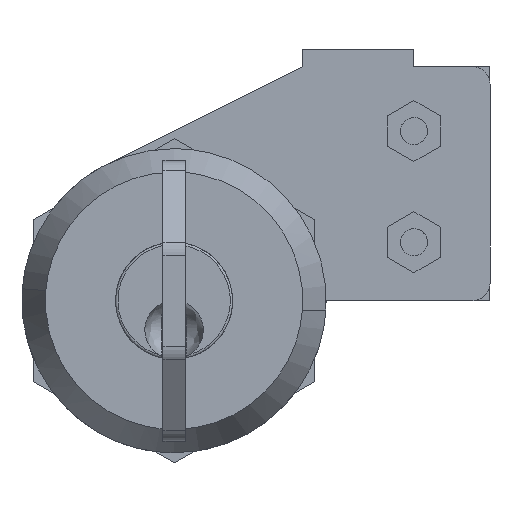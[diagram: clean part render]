
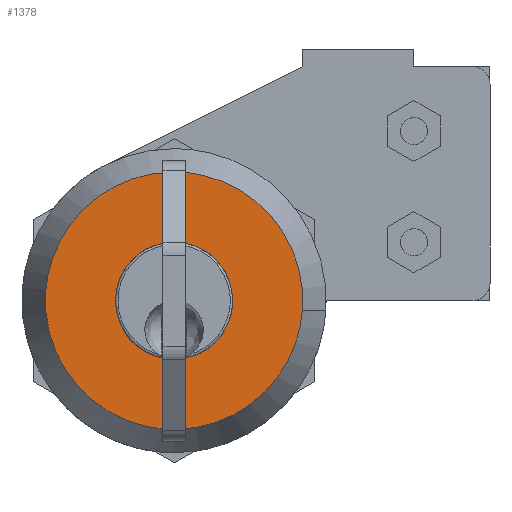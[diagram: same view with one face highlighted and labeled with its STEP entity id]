
A CAD part, front view. The second image highlights one B-rep face of the part: STEP entity #1378.
In plain terms, the highlighted free-form (B-spline) face has degree [1, 1] with [2, 2] control points.
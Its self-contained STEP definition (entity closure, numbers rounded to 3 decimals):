
#520=CARTESIAN_POINT('',(0.,-4.965,-0.59));
#521=VERTEX_POINT('',#520);
#527=CARTESIAN_POINT('',(0.0,0.0,5.0));
#528=VERTEX_POINT('',#527);
#529=CARTESIAN_POINT('',(0.,-4.965,-0.59));
#530=CARTESIAN_POINT('',(0.0,-5.,-0.296));
#531=CARTESIAN_POINT('',(0.0,-5.0,0.0));
#532=CARTESIAN_POINT('',(0.0,-5.,5.));
#533=CARTESIAN_POINT('',(0.0,0.0,5.0));
#541=(BOUNDED_CURVE()B_SPLINE_CURVE(2,(#529,#530,#531,#532,#533),.UNSPECIFIED.,.F.,.U.)B_SPLINE_CURVE_WITH_KNOTS((3,2,3),(0.23,0.25,0.5),.UNSPECIFIED.)CURVE()GEOMETRIC_REPRESENTATION_ITEM()RATIONAL_B_SPLINE_CURVE((0.956,0.976,1.0,0.707,1.0))REPRESENTATION_ITEM(''));
#542=EDGE_CURVE('',#521,#528,#541,.T.);
#544=CARTESIAN_POINT('',(0.,4.991,0.305));
#545=VERTEX_POINT('',#544);
#546=CARTESIAN_POINT('',(0.0,0.0,5.0));
#547=CARTESIAN_POINT('',(0.0,4.704,5.0));
#548=CARTESIAN_POINT('',(0.,4.991,0.305));
#556=(BOUNDED_CURVE()B_SPLINE_CURVE(2,(#546,#547,#548),.UNSPECIFIED.,.F.,.U.)B_SPLINE_CURVE_WITH_KNOTS((3,3),(0.5,0.739),.UNSPECIFIED.)CURVE()GEOMETRIC_REPRESENTATION_ITEM()RATIONAL_B_SPLINE_CURVE((1.0,0.72,0.976))REPRESENTATION_ITEM(''));
#557=EDGE_CURVE('',#528,#545,#556,.T.);
#631=CARTESIAN_POINT('',(0.0,0.0,-5.0));
#632=VERTEX_POINT('',#631);
#633=CARTESIAN_POINT('',(0.,4.991,0.305));
#634=CARTESIAN_POINT('',(0.0,5.0,0.153));
#635=CARTESIAN_POINT('',(0.0,5.0,0.0));
#636=CARTESIAN_POINT('',(0.0,5.,-5.));
#637=CARTESIAN_POINT('',(0.0,0.0,-5.0));
#645=(BOUNDED_CURVE()B_SPLINE_CURVE(2,(#633,#634,#635,#636,#637),.UNSPECIFIED.,.F.,.U.)B_SPLINE_CURVE_WITH_KNOTS((3,2,3),(0.739,0.75,1.0),.UNSPECIFIED.)CURVE()GEOMETRIC_REPRESENTATION_ITEM()RATIONAL_B_SPLINE_CURVE((0.976,0.988,1.0,0.707,1.0))REPRESENTATION_ITEM(''));
#646=EDGE_CURVE('',#545,#632,#645,.T.);
#648=CARTESIAN_POINT('',(0.0,0.0,-5.0));
#649=CARTESIAN_POINT('',(0.0,-4.441,-5.));
#650=CARTESIAN_POINT('',(0.,-4.965,-0.59));
#658=(BOUNDED_CURVE()B_SPLINE_CURVE(2,(#648,#649,#650),.UNSPECIFIED.,.F.,.U.)B_SPLINE_CURVE_WITH_KNOTS((3,3),(0.0,0.23),.UNSPECIFIED.)CURVE()GEOMETRIC_REPRESENTATION_ITEM()RATIONAL_B_SPLINE_CURVE((1.0,0.731,0.956))REPRESENTATION_ITEM(''));
#659=EDGE_CURVE('',#632,#521,#658,.T.);
#1217=CARTESIAN_POINT('',(0.,10.966,0.863));
#1218=VERTEX_POINT('',#1217);
#1224=CARTESIAN_POINT('',(0.0,0.0,11.0));
#1225=VERTEX_POINT('',#1224);
#1226=CARTESIAN_POINT('',(0.0,0.0,11.0));
#1227=CARTESIAN_POINT('',(0.0,10.168,11.0));
#1228=CARTESIAN_POINT('',(0.,10.966,0.863));
#1236=(BOUNDED_CURVE()B_SPLINE_CURVE(2,(#1226,#1227,#1228),.UNSPECIFIED.,.F.,.U.)B_SPLINE_CURVE_WITH_KNOTS((3,3),(0.0,0.236),.UNSPECIFIED.)CURVE()GEOMETRIC_REPRESENTATION_ITEM()RATIONAL_B_SPLINE_CURVE((1.0,0.723,0.97))REPRESENTATION_ITEM(''));
#1237=EDGE_CURVE('',#1225,#1218,#1236,.T.);
#1239=CARTESIAN_POINT('',(0.,-10.966,-0.863));
#1240=VERTEX_POINT('',#1239);
#1241=CARTESIAN_POINT('',(0.,-10.966,-0.863));
#1242=CARTESIAN_POINT('',(0.0,-11.,-0.432));
#1243=CARTESIAN_POINT('',(0.0,-11.0,0.0));
#1244=CARTESIAN_POINT('',(0.0,-11.0,11.0));
#1245=CARTESIAN_POINT('',(0.0,0.0,11.0));
#1253=(BOUNDED_CURVE()B_SPLINE_CURVE(2,(#1241,#1242,#1243,#1244,#1245),.UNSPECIFIED.,.F.,.U.)B_SPLINE_CURVE_WITH_KNOTS((3,2,3),(0.736,0.75,1.0),.UNSPECIFIED.)CURVE()GEOMETRIC_REPRESENTATION_ITEM()RATIONAL_B_SPLINE_CURVE((0.97,0.984,1.0,0.707,1.0))REPRESENTATION_ITEM(''));
#1254=EDGE_CURVE('',#1240,#1225,#1253,.T.);
#1291=CARTESIAN_POINT('',(0.0,0.0,-11.0));
#1292=VERTEX_POINT('',#1291);
#1293=CARTESIAN_POINT('',(0.0,0.0,-11.0));
#1294=CARTESIAN_POINT('',(0.0,-10.168,-11.));
#1295=CARTESIAN_POINT('',(0.,-10.966,-0.863));
#1303=(BOUNDED_CURVE()B_SPLINE_CURVE(2,(#1293,#1294,#1295),.UNSPECIFIED.,.F.,.U.)B_SPLINE_CURVE_WITH_KNOTS((3,3),(0.5,0.736),.UNSPECIFIED.)CURVE()GEOMETRIC_REPRESENTATION_ITEM()RATIONAL_B_SPLINE_CURVE((1.0,0.723,0.97))REPRESENTATION_ITEM(''));
#1304=EDGE_CURVE('',#1292,#1240,#1303,.T.);
#1306=CARTESIAN_POINT('',(0.,10.966,0.863));
#1307=CARTESIAN_POINT('',(0.0,11.,0.432));
#1308=CARTESIAN_POINT('',(0.0,11.0,0.0));
#1309=CARTESIAN_POINT('',(0.0,11.0,-11.0));
#1310=CARTESIAN_POINT('',(0.0,0.0,-11.0));
#1318=(BOUNDED_CURVE()B_SPLINE_CURVE(2,(#1306,#1307,#1308,#1309,#1310),.UNSPECIFIED.,.F.,.U.)B_SPLINE_CURVE_WITH_KNOTS((3,2,3),(0.236,0.25,0.5),.UNSPECIFIED.)CURVE()GEOMETRIC_REPRESENTATION_ITEM()RATIONAL_B_SPLINE_CURVE((0.97,0.984,1.0,0.707,1.0))REPRESENTATION_ITEM(''));
#1319=EDGE_CURVE('',#1218,#1292,#1318,.T.);
#1361=CARTESIAN_POINT('',(0.0,-12.096,-12.099));
#1362=CARTESIAN_POINT('',(0.0,-12.096,12.099));
#1363=CARTESIAN_POINT('',(0.0,12.096,-12.099));
#1364=CARTESIAN_POINT('',(0.0,12.096,12.099));
#1365=B_SPLINE_SURFACE_WITH_KNOTS('',1,1,((#1361,#1363),(#1362,#1364)),.UNSPECIFIED.,.F.,.F.,.U.,(2,2),(2,2),(0.0,24.198),(0.0,24.191),.UNSPECIFIED.);
#1366=ORIENTED_EDGE('',*,*,#1237,.T.);
#1367=ORIENTED_EDGE('',*,*,#1319,.T.);
#1368=ORIENTED_EDGE('',*,*,#1304,.T.);
#1369=ORIENTED_EDGE('',*,*,#1254,.T.);
#1370=EDGE_LOOP('',(#1366,#1367,#1368,#1369));
#1371=FACE_OUTER_BOUND('',#1370,.T.);
#1372=ORIENTED_EDGE('',*,*,#557,.F.);
#1373=ORIENTED_EDGE('',*,*,#542,.F.);
#1374=ORIENTED_EDGE('',*,*,#659,.F.);
#1375=ORIENTED_EDGE('',*,*,#646,.F.);
#1376=EDGE_LOOP('',(#1372,#1373,#1374,#1375));
#1377=FACE_BOUND('',#1376,.T.);
#1378=ADVANCED_FACE('',(#1371,#1377),#1365,.T.);
